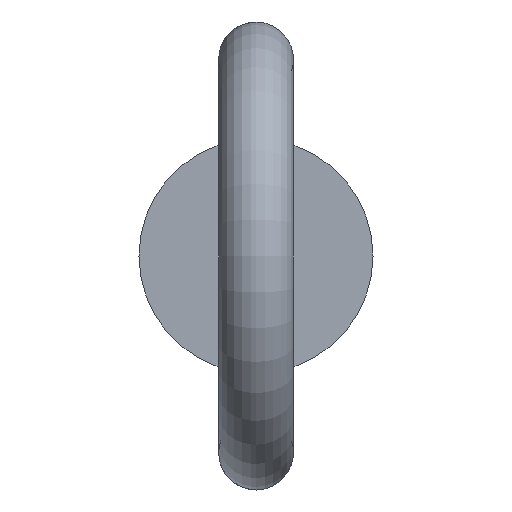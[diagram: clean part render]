
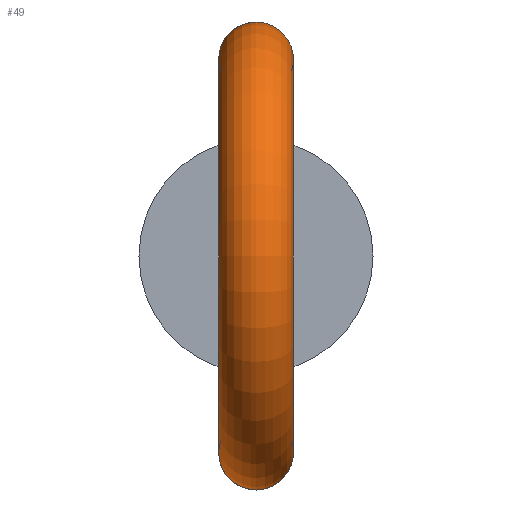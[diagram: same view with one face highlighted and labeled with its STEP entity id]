
A CAD part, left-side view. The second image highlights one B-rep face of the part: STEP entity #49.
In plain terms, the highlighted toroidal (fillet/blend) face has major radius 4.2 mm and minor radius 0.8 mm.
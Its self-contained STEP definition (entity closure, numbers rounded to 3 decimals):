
#49 = ADVANCED_FACE( '', ( #106, #107, #108 ), #109, .T. );
#106 = FACE_BOUND( '', #169, .T. );
#107 = FACE_OUTER_BOUND( '', #170, .T. );
#108 = FACE_OUTER_BOUND( '', #171, .T. );
#109 = TOROIDAL_SURFACE( '', #172, 4.2, 0.8 );
#169 = VERTEX_LOOP( '', #238 );
#170 = EDGE_LOOP( '', ( #239 ) );
#171 = EDGE_LOOP( '', ( #240 ) );
#172 = AXIS2_PLACEMENT_3D( '', #241, #242, #243 );
#238 = VERTEX_POINT( '', #300 );
#239 = ORIENTED_EDGE( '', *, *, #288, .T. );
#240 = ORIENTED_EDGE( '', *, *, #301, .F. );
#241 = CARTESIAN_POINT( '', ( 3.41, 0., -0.899 ) );
#242 = DIRECTION( '', ( 0., 1., 0. ) );
#243 = DIRECTION( '', ( 0., 0., 1. ) );
#288 = EDGE_CURVE( '', #319, #319, #320, .T. );
#300 = CARTESIAN_POINT( '', ( 3.41, 0., 4.101 ) );
#301 = EDGE_CURVE( '', #339, #339, #340, .T. );
#319 = VERTEX_POINT( '', #360 );
#320 = CIRCLE( '', #361, 0.8 );
#339 = VERTEX_POINT( '', #380 );
#340 = CIRCLE( '', #381, 0.8 );
#360 = CARTESIAN_POINT( '', ( 4.432, 0., -4.142 ) );
#361 = AXIS2_PLACEMENT_3D( '', #401, #402, #403 );
#380 = CARTESIAN_POINT( '', ( 4.432, 0., 2.343 ) );
#381 = AXIS2_PLACEMENT_3D( '', #425, #426, #427 );
#401 = CARTESIAN_POINT( '', ( 4.673, 0., -4.905 ) );
#402 = DIRECTION( '', ( -0.954, 0., -0.301 ) );
#403 = DIRECTION( '', ( -0.301, 0., 0.954 ) );
#425 = CARTESIAN_POINT( '', ( 4.673, 0., 3.106 ) );
#426 = DIRECTION( '', ( 0.954, 0., -0.301 ) );
#427 = DIRECTION( '', ( -0.301, 0., -0.954 ) );
